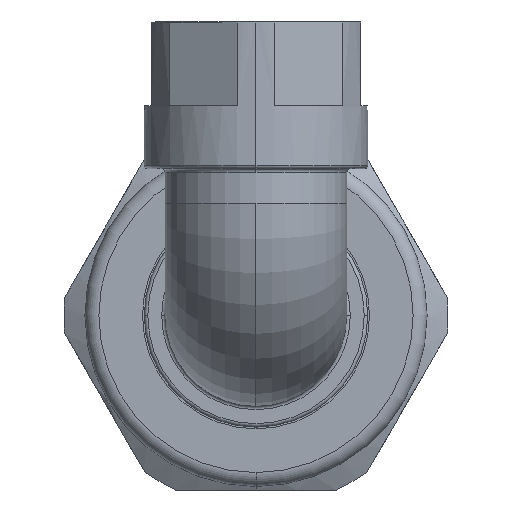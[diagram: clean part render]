
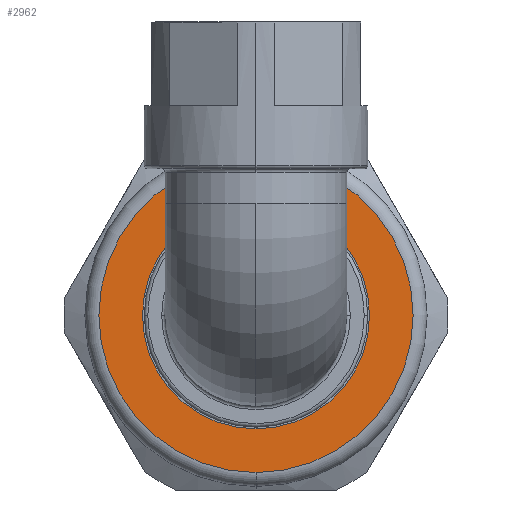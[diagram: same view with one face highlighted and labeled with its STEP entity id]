
A CAD part, left-side view. The second image highlights one B-rep face of the part: STEP entity #2962.
In plain terms, the highlighted planar face has unit normal (-1, 0, 0).
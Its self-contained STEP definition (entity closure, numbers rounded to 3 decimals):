
#98 = DIRECTION ( 'NONE',  ( 1., 0., 0. ) ) ;
#194 = CIRCLE ( 'NONE', #2229, 16.25 ) ;
#211 = FACE_OUTER_BOUND ( 'NONE', #1406, .T. ) ;
#214 = ORIENTED_EDGE ( 'NONE', *, *, #250, .F. ) ;
#250 = EDGE_CURVE ( 'NONE', #1170, #1993, #1190, .T. ) ;
#758 = EDGE_LOOP ( 'NONE', ( #2608, #2056 ) ) ;
#886 = CIRCLE ( 'NONE', #3186, 16.25 ) ;
#948 = CARTESIAN_POINT ( 'NONE',  ( -6.13, 0., 22.5 ) ) ;
#1062 = EDGE_CURVE ( 'NONE', #2326, #1438, #886, .T. ) ;
#1132 = DIRECTION ( 'NONE',  ( -1., 0., 0. ) ) ;
#1170 = VERTEX_POINT ( 'NONE', #948 ) ;
#1190 = CIRCLE ( 'NONE', #2011, 22.5 ) ;
#1274 = AXIS2_PLACEMENT_3D ( 'NONE', #1303, #3098, #1550 ) ;
#1303 = CARTESIAN_POINT ( 'NONE',  ( -6.13, 0., 0. ) ) ;
#1362 = DIRECTION ( 'NONE',  ( 1., 0., 0. ) ) ;
#1406 = EDGE_LOOP ( 'NONE', ( #2654, #214 ) ) ;
#1438 = VERTEX_POINT ( 'NONE', #2424 ) ;
#1522 = DIRECTION ( 'NONE',  ( 0., 0., -1. ) ) ;
#1550 = DIRECTION ( 'NONE',  ( 0., 0., -1. ) ) ;
#1658 = CARTESIAN_POINT ( 'NONE',  ( -6.13, 0., 0. ) ) ;
#1782 = CARTESIAN_POINT ( 'NONE',  ( -6.13, 0., 0. ) ) ;
#1898 = CARTESIAN_POINT ( 'NONE',  ( -6.13, 0., 0. ) ) ;
#1922 = DIRECTION ( 'NONE',  ( 0., 0., -1. ) ) ;
#1993 = VERTEX_POINT ( 'NONE', #2711 ) ;
#2011 = AXIS2_PLACEMENT_3D ( 'NONE', #2908, #1362, #3164 ) ;
#2056 = ORIENTED_EDGE ( 'NONE', *, *, #2470, .T. ) ;
#2100 = CARTESIAN_POINT ( 'NONE',  ( -6.13, 0., -16.25 ) ) ;
#2146 = PLANE ( 'NONE',  #2461 ) ;
#2229 = AXIS2_PLACEMENT_3D ( 'NONE', #1658, #98, #1922 ) ;
#2238 = EDGE_CURVE ( 'NONE', #1993, #1170, #2842, .T. ) ;
#2326 = VERTEX_POINT ( 'NONE', #2100 ) ;
#2424 = CARTESIAN_POINT ( 'NONE',  ( -6.13, 0., 16.25 ) ) ;
#2461 = AXIS2_PLACEMENT_3D ( 'NONE', #1898, #1132, #2937 ) ;
#2470 = EDGE_CURVE ( 'NONE', #1438, #2326, #194, .T. ) ;
#2608 = ORIENTED_EDGE ( 'NONE', *, *, #1062, .T. ) ;
#2654 = ORIENTED_EDGE ( 'NONE', *, *, #2238, .F. ) ;
#2711 = CARTESIAN_POINT ( 'NONE',  ( -6.13, 0., -22.5 ) ) ;
#2842 = CIRCLE ( 'NONE', #1274, 22.5 ) ;
#2908 = CARTESIAN_POINT ( 'NONE',  ( -6.13, 0., 0. ) ) ;
#2937 = DIRECTION ( 'NONE',  ( 0., 0., 1. ) ) ;
#2962 = ADVANCED_FACE ( 'NONE', ( #3048, #211 ), #2146, .T. ) ;
#3048 = FACE_BOUND ( 'NONE', #758, .T. ) ;
#3098 = DIRECTION ( 'NONE',  ( 1., 0., 0. ) ) ;
#3164 = DIRECTION ( 'NONE',  ( 0., 0., -1. ) ) ;
#3186 = AXIS2_PLACEMENT_3D ( 'NONE', #1782, #3322, #1522 ) ;
#3322 = DIRECTION ( 'NONE',  ( 1., 0., 0. ) ) ;
